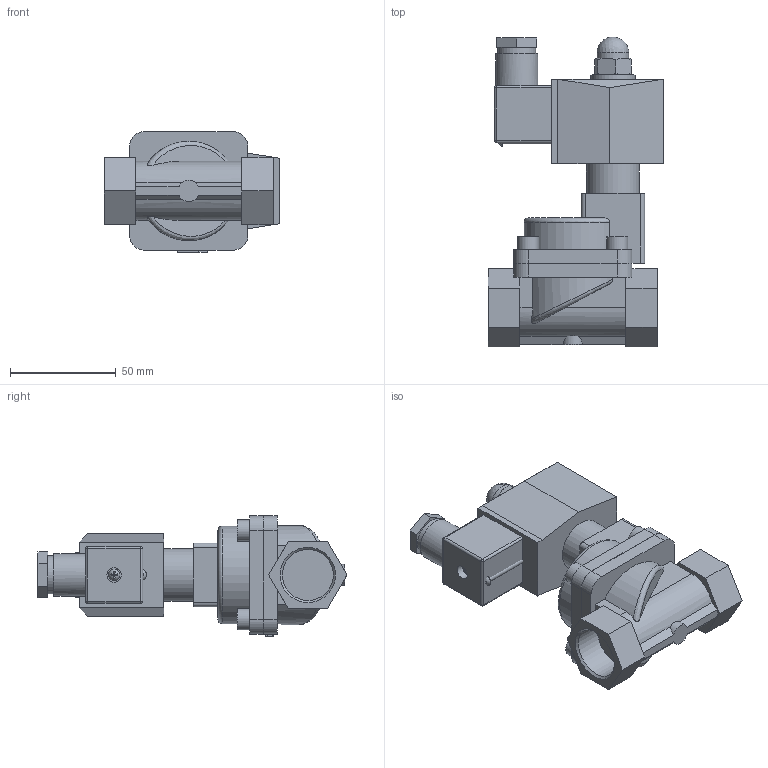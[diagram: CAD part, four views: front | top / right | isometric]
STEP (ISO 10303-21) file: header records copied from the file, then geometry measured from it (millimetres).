
FILE_DESCRIPTION(/* description */ ('СК-21-20-ВТ-НЕРЖ'),/* implementation_level */ '2;1');
FILE_NAME(/* name */ 'СК-21-20-ВТ-НЕРЖ.stp',/* time_stamp */ '2023-02-17T11:08:54+03:00',/* author */ ('Tech'),/* organization */ (''),/* preprocessor_version */ 'ST-DEVELOPER v18.1',/* originating_system */ 'Autodesk Inventor 2021',/* authorisation */ '');
FILE_SCHEMA (('AUTOMOTIVE_DESIGN { 1 0 10303 214 3 1 1 }'));
Length unit declared in the file: millimetre
Products named in the file (1): СК-21-20-ВТ-НЕРЖ
Bounding box: 83.08 x 146.52 x 57 mm (x, y, z)
Volume: 234724 mm3; surface area: 53241 mm2
Topology: 8 solids, 8 shells, 366 faces, 940 edges, 622 vertices
Faces by surface type: plane 244, cylinder 89, cone 20, sphere 7, torus 4, bspline 2
Full cylindrical faces by diameter (mm): 2.584 x1, 3 x2, 4.5 x1, 5.115 x1, 5.5 x3, 6.8 x1, 8.376 x1, 10 x6, 10.5 x1, 12 x1, 12.3 x1, 15 x1, 16 x2, 16.7 x1, 18 x1, 20 x1, 21 x1, 24.117 x2, 25 x1
Entity records: 11382 total; most frequent: CARTESIAN_POINT 2268, DIRECTION 1880, ORIENTED_EDGE 1870, EDGE_CURVE 935, AXIS2_PLACEMENT_3D 641, VERTEX_POINT 622, LINE 598, VECTOR 598
